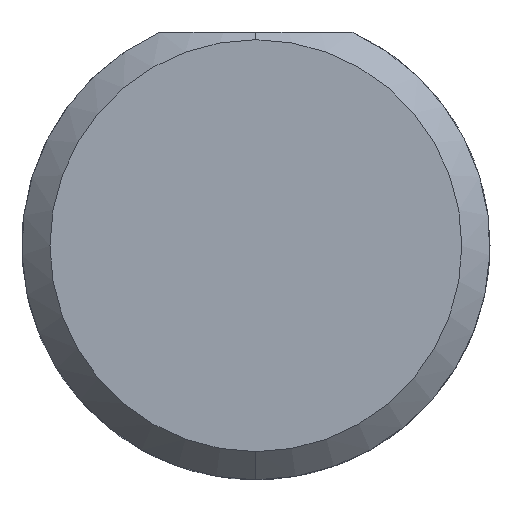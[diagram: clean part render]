
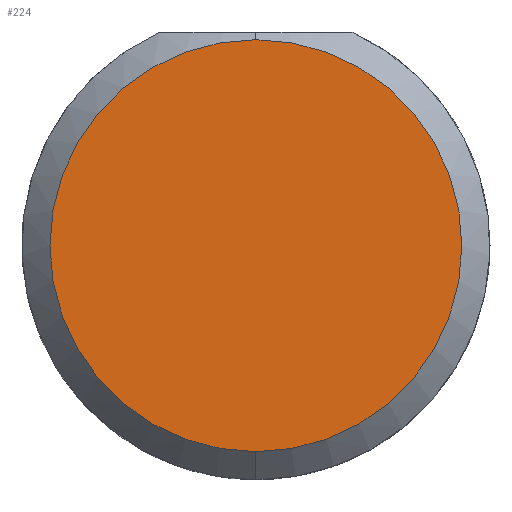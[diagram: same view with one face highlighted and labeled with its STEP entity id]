
A CAD part, left-side view. The second image highlights one B-rep face of the part: STEP entity #224.
In plain terms, the highlighted planar face has unit normal (-1, 0, 0).
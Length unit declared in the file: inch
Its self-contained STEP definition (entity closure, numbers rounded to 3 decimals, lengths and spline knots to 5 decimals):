
#87 = AXIS2_PLACEMENT_3D ( 'NONE', #443, #749, #591 ) ;
#96 = DIRECTION ( 'NONE',  ( -1., 0., 0. ) ) ;
#119 = EDGE_CURVE ( 'NONE', #904, #810, #649, .T. ) ;
#145 = CARTESIAN_POINT ( 'NONE',  ( 0., 0., 0.10985 ) ) ;
#150 = CIRCLE ( 'NONE', #298, 0.10985 ) ;
#161 = CARTESIAN_POINT ( 'NONE',  ( 0., 0., 0. ) ) ;
#224 = ADVANCED_FACE ( 'NONE', ( #382 ), #679, .F. ) ;
#255 = DIRECTION ( 'NONE',  ( 0., 0., -1. ) ) ;
#298 = AXIS2_PLACEMENT_3D ( 'NONE', #772, #96, #255 ) ;
#313 = AXIS2_PLACEMENT_3D ( 'NONE', #161, #472, #318 ) ;
#318 = DIRECTION ( 'NONE',  ( 0., 0., -1. ) ) ;
#374 = ORIENTED_EDGE ( 'NONE', *, *, #715, .T. ) ;
#382 = FACE_OUTER_BOUND ( 'NONE', #961, .T. ) ;
#443 = CARTESIAN_POINT ( 'NONE',  ( 0., 0., 0. ) ) ;
#472 = DIRECTION ( 'NONE',  ( 1., 0., 0. ) ) ;
#591 = DIRECTION ( 'NONE',  ( 0., 0., -1. ) ) ;
#649 = CIRCLE ( 'NONE', #87, 0.10985 ) ;
#659 = ORIENTED_EDGE ( 'NONE', *, *, #119, .T. ) ;
#679 = PLANE ( 'NONE',  #313 ) ;
#715 = EDGE_CURVE ( 'NONE', #810, #904, #150, .T. ) ;
#749 = DIRECTION ( 'NONE',  ( -1., 0., 0. ) ) ;
#772 = CARTESIAN_POINT ( 'NONE',  ( 0., 0., 0. ) ) ;
#810 = VERTEX_POINT ( 'NONE', #145 ) ;
#831 = CARTESIAN_POINT ( 'NONE',  ( 0., 0., -0.10985 ) ) ;
#904 = VERTEX_POINT ( 'NONE', #831 ) ;
#961 = EDGE_LOOP ( 'NONE', ( #659, #374 ) ) ;
